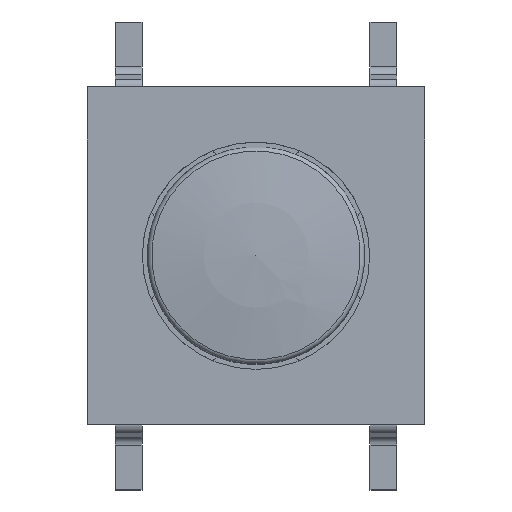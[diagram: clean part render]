
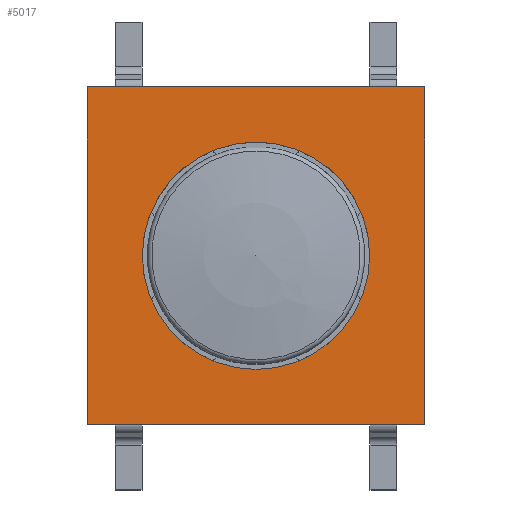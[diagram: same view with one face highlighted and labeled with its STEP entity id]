
A CAD part, top view. The second image highlights one B-rep face of the part: STEP entity #5017.
In plain terms, the highlighted planar face has unit normal (0, 0, 1).
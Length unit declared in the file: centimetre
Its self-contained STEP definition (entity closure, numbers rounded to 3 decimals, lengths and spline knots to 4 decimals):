
#245=LINE('',#7864,#790);
#251=LINE('',#7874,#796);
#256=LINE('',#7882,#801);
#261=LINE('',#7889,#806);
#790=VECTOR('',#6343,1.);
#796=VECTOR('',#6351,1.);
#801=VECTOR('',#6358,1.);
#806=VECTOR('',#6365,1.);
#1196=FACE_BOUND('',#1601,.T.);
#1312=FACE_OUTER_BOUND('',#1600,.T.);
#1600=EDGE_LOOP('',(#3813,#3814,#3815,#3816));
#1601=EDGE_LOOP('',(#3817));
#1893=CIRCLE('',#5426,0.34);
#2211=VERTEX_POINT('',#7856);
#2212=VERTEX_POINT('',#7862);
#2213=VERTEX_POINT('',#7863);
#2216=VERTEX_POINT('',#7873);
#2218=VERTEX_POINT('',#7881);
#2789=EDGE_CURVE('',#2211,#2211,#1893,.T.);
#2791=EDGE_CURVE('',#2212,#2213,#245,.T.);
#2797=EDGE_CURVE('',#2213,#2216,#251,.T.);
#2802=EDGE_CURVE('',#2216,#2218,#256,.T.);
#2807=EDGE_CURVE('',#2218,#2212,#261,.T.);
#3813=ORIENTED_EDGE('',*,*,#2791,.F.);
#3814=ORIENTED_EDGE('',*,*,#2807,.F.);
#3815=ORIENTED_EDGE('',*,*,#2802,.F.);
#3816=ORIENTED_EDGE('',*,*,#2797,.F.);
#3817=ORIENTED_EDGE('',*,*,#2789,.T.);
#4779=PLANE('',#5433);
#5017=ADVANCED_FACE('',(#1312,#1196),#4779,.T.);
#5426=AXIS2_PLACEMENT_3D('',#7858,#6335,#6336);
#5433=AXIS2_PLACEMENT_3D('',#7893,#6369,#6370);
#6335=DIRECTION('center_axis',(0.,0.,-1.));
#6336=DIRECTION('ref_axis',(1.,0.,0.));
#6343=DIRECTION('',(0.,-1.,0.));
#6351=DIRECTION('',(-1.,0.,0.));
#6358=DIRECTION('',(0.,1.,0.));
#6365=DIRECTION('',(1.,0.,0.));
#6369=DIRECTION('center_axis',(0.,0.,1.));
#6370=DIRECTION('ref_axis',(1.,0.,0.));
#7856=CARTESIAN_POINT('',(-0.34,0.,0.44));
#7858=CARTESIAN_POINT('Origin',(0.,0.,0.44));
#7862=CARTESIAN_POINT('',(0.505,0.505,0.44));
#7863=CARTESIAN_POINT('',(0.505,-0.505,0.44));
#7864=CARTESIAN_POINT('',(0.505,0.505,0.44));
#7873=CARTESIAN_POINT('',(-0.505,-0.505,0.44));
#7874=CARTESIAN_POINT('',(0.505,-0.505,0.44));
#7881=CARTESIAN_POINT('',(-0.505,0.505,0.44));
#7882=CARTESIAN_POINT('',(-0.505,-0.505,0.44));
#7889=CARTESIAN_POINT('',(-0.505,0.505,0.44));
#7893=CARTESIAN_POINT('Origin',(0.,0.,0.44));
